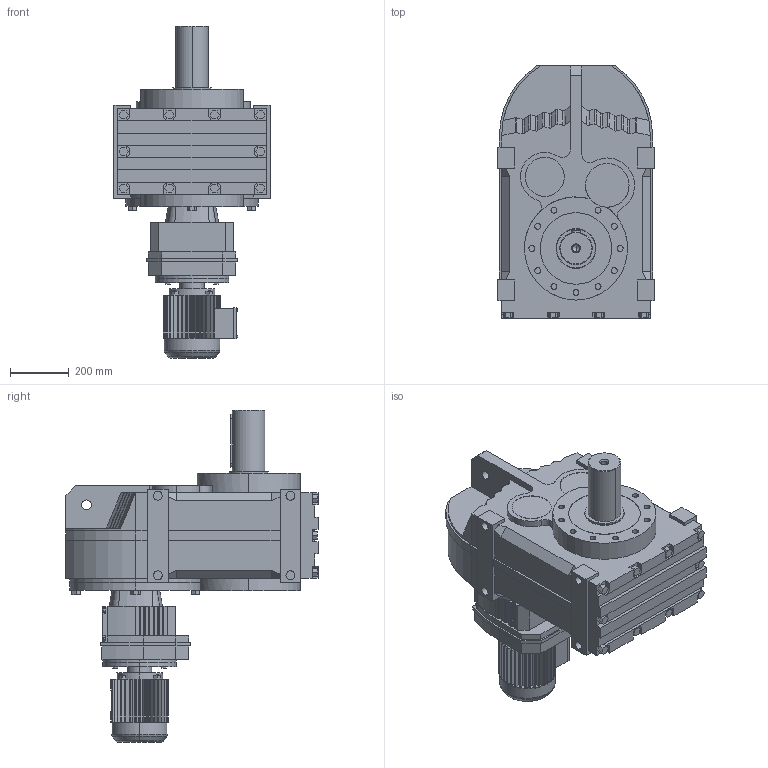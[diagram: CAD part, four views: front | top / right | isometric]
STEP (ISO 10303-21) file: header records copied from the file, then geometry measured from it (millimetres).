
FILE_DESCRIPTION(('Open CASCADE Model'),'2;1');
FILE_NAME('Open CASCADE Shape Model','2019-08-22T18:50:29',('Author'),( 'Open CASCADE'),'Open CASCADE STEP processor 6.3','Open CASCADE 6.3' ,'Unknown');
FILE_SCHEMA(('AUTOMOTIVE_DESIGN_CC2 { 1 2 10303 214 -1 1 5 4 }'));
Length unit declared in the file: millimetre
Products named in the file (5): 1_F127R87-Y90S; FA27‵157_127.step; 萇儂_250_Y90S.step; R_127_87.step; す瑩妗陑粣F_127.step
Assembly tree (4 placements, depth 2):
  1_F127R87-Y90S
    FA27‵157_127.step
    萇儂_250_Y90S.step
    R_127_87.step
    す瑩妗陑粣F_127.step
Bounding box: 530 x 856 x 1127 mm (x, y, z)
Volume: 154364614.1 mm3; surface area: 3538120.9 mm2
Topology: 4 solids, 4 shells, 1047 faces, 2778 edges, 1814 vertices
Faces by surface type: plane 758, cylinder 253, bspline 16, cone 16, torus 4
Entity records: 70872 total; most frequent: CARTESIAN_POINT 17385, DIRECTION 9388, ORIENTED_EDGE 5552, PCURVE 5552, DEFINITIONAL_REPRESENTATION 5552, LINE 5473, VECTOR 5473, EDGE_CURVE 2776
